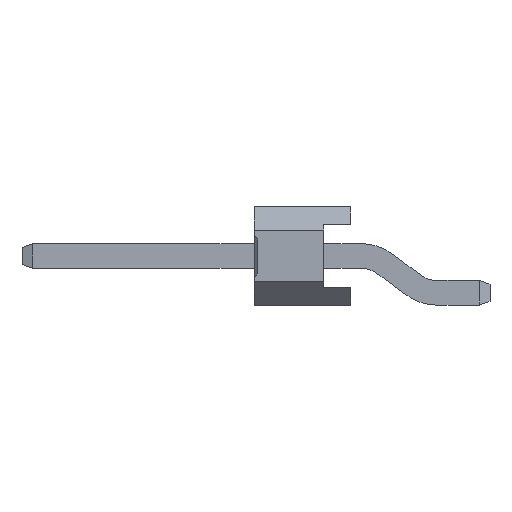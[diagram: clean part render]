
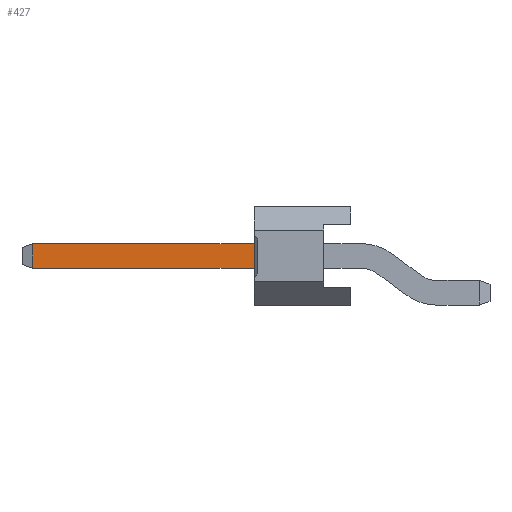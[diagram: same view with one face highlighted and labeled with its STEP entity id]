
A CAD part, left-side view. The second image highlights one B-rep face of the part: STEP entity #427.
In plain terms, the highlighted planar face has unit normal (-1, 0, 0).
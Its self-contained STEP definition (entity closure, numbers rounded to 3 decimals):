
#427=ADVANCED_FACE('',(#2281),#2283,.T.);
#2281=FACE_BOUND('',#2282,.T.);
#2282=EDGE_LOOP('',(#3810,#3811,#3812,#3813));
#2283=PLANE('',#2284);
#2284=AXIS2_PLACEMENT_3D('',#2285,#2286,#2287);
#2285=CARTESIAN_POINT('',(-0.32,-0.85,0.));
#2286=DIRECTION('',(-1.,0.,0.));
#2287=DIRECTION('',(0.,0.,1.));
#3810=ORIENTED_EDGE('',*,*,#4634,.F.);
#3811=ORIENTED_EDGE('',*,*,#4806,.T.);
#3812=ORIENTED_EDGE('',*,*,#4807,.F.);
#3813=ORIENTED_EDGE('',*,*,#4808,.F.);
#4634=EDGE_CURVE('',#5239,#5241,#5242,.T.);
#4806=EDGE_CURVE('',#5239,#5535,#5537,.T.);
#4807=EDGE_CURVE('',#5538,#5535,#5539,.T.);
#4808=EDGE_CURVE('',#5241,#5538,#5540,.T.);
#5239=VERTEX_POINT('',#6257);
#5241=VERTEX_POINT('',#6261);
#5242=LINE('',#6262,#6263);
#5535=VERTEX_POINT('',#6897);
#5537=LINE('',#6901,#6902);
#5538=VERTEX_POINT('',#6904);
#5539=LINE('',#6905,#6906);
#5540=LINE('',#6908,#6909);
#6257=CARTESIAN_POINT('',(-0.32,5.25,1.59));
#6261=CARTESIAN_POINT('',(-0.32,5.25,0.95));
#6262=CARTESIAN_POINT('',(-0.32,5.25,1.59));
#6263=VECTOR('',#6264,1.);
#6264=DIRECTION('',(0.,0.,-1.));
#6897=CARTESIAN_POINT('',(-0.32,10.975,1.59));
#6901=CARTESIAN_POINT('',(-0.32,5.25,1.59));
#6902=VECTOR('',#6903,1.);
#6903=DIRECTION('',(0.,1.,0.));
#6904=CARTESIAN_POINT('',(-0.32,10.975,0.95));
#6905=CARTESIAN_POINT('',(-0.32,10.975,0.95));
#6906=VECTOR('',#6907,1.);
#6907=DIRECTION('',(0.,0.,1.));
#6908=CARTESIAN_POINT('',(-0.32,5.25,0.95));
#6909=VECTOR('',#6910,1.);
#6910=DIRECTION('',(0.,1.,0.));
